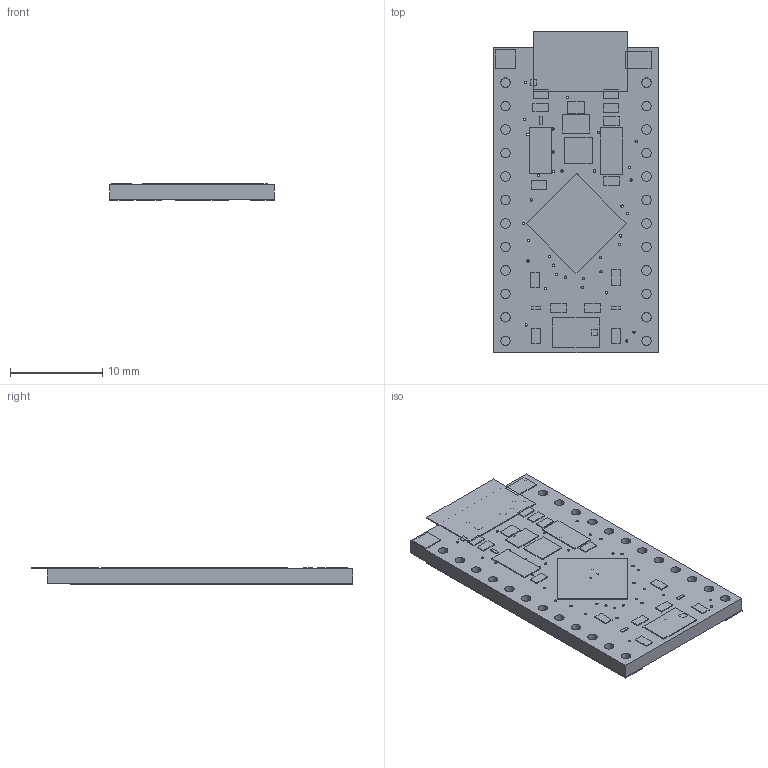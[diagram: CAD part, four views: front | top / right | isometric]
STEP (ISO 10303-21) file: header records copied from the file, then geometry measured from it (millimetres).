
FILE_DESCRIPTION(/* description */ (''),/* implementation_level */ '2;1');
FILE_NAME(/* name */ 'f0b5655b-8ca6-4b00-a57a-0c6439733450.stp',/* time_stamp */ '2022-05-21T18:33:53Z',/* author */ (''),/* organization */ (''),/* preprocessor_version */ 'ST-DEVELOPER v19',/* originating_system */ 'Autodesk Translation Framework v11.7.0.108',/* authorisation */ '');
FILE_SCHEMA (('AUTOMOTIVE_DESIGN { 1 0 10303 214 3 1 1 }'));
Length unit declared in the file: millimetre
Products named in the file (19): f0b5655b-8ca6-4b00-a57a-0c6439733450; PCB Component; Board; 1uF; 10uF; 22; Yellow; LOGO-SFENEW; MIC5219; 1X12; LOGO-SFESK; OSHW-LOGOS; ATMEGA32U4; 16MHz; USB-AB-MICRO-SMD-V03-IN&OUT; FIDUCIALUFIDUCIAL; 500mA; SOD-323; Closed for 5V Board
Assembly tree (34 placements, depth 3):
  f0b5655b-8ca6-4b00-a57a-0c6439733450
    PCB Component
      Board
      1uF  x7
      10uF  x2
      22  x6
      Yellow  x3
      LOGO-SFENEW
      MIC5219
      1X12  x2
      LOGO-SFESK
      OSHW-LOGOS
      ATMEGA32U4
      16MHz
      USB-AB-MICRO-SMD-V03-IN&OUT
      FIDUCIALUFIDUCIAL  x2
      500mA
      SOD-323
      Closed for 5V Board
Bounding box: 17.78 x 34.75 x 1.77 mm (x, y, z)
Volume: 934.1 mm3; surface area: 2486.7 mm2
Topology: 33 solids, 33 shells, 271 faces, 615 edges, 410 vertices
Faces by surface type: plane 198, cylinder 73
Full cylindrical faces by diameter (mm): 0.254 x47, 0.85 x2, 1.016 x24
Entity records: 6270 total; most frequent: DIRECTION 1025, CARTESIAN_POINT 933, ORIENTED_EDGE 846, EDGE_CURVE 423, AXIS2_PLACEMENT_3D 374, EDGE_LOOP 321, VERTEX_POINT 282, LINE 277
